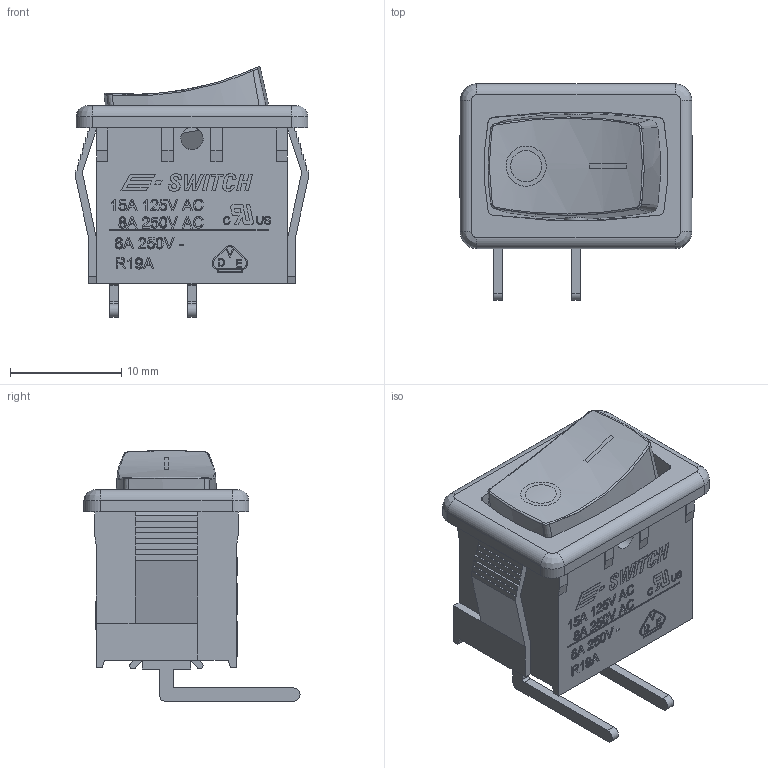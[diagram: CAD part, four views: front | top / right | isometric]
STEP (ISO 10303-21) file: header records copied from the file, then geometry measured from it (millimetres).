
FILE_DESCRIPTION((' '),'2;1');
FILE_NAME('R1966AxxxxxxFR.stp','2017-07-26T10:41:13',(' '),(' '),' ','ACIS',' ');
FILE_SCHEMA(('CONFIG_CONTROL_DESIGN'));
Length unit declared in the file: inch
Products named in the file (1): R1966AxxxxxxFR.stp
Bounding box: 20.94 x 19.4 x 22.5 mm (x, y, z)
Volume: 2213.4 mm3; surface area: 3279.6 mm2
Topology: 1 solids, 1 shells, 890 faces, 2362 edges, 1548 vertices
Faces by surface type: plane 536, bspline 295, cylinder 51, cone 8
Full cylindrical faces by diameter (mm): 2 x4
Entity records: 30558 total; most frequent: CARTESIAN_POINT 10321, ORIENTED_EDGE 4716, DIRECTION 3067, EDGE_CURVE 2358, VECTOR 1631, LINE 1631, VERTEX_POINT 1546, EDGE_LOOP 978
